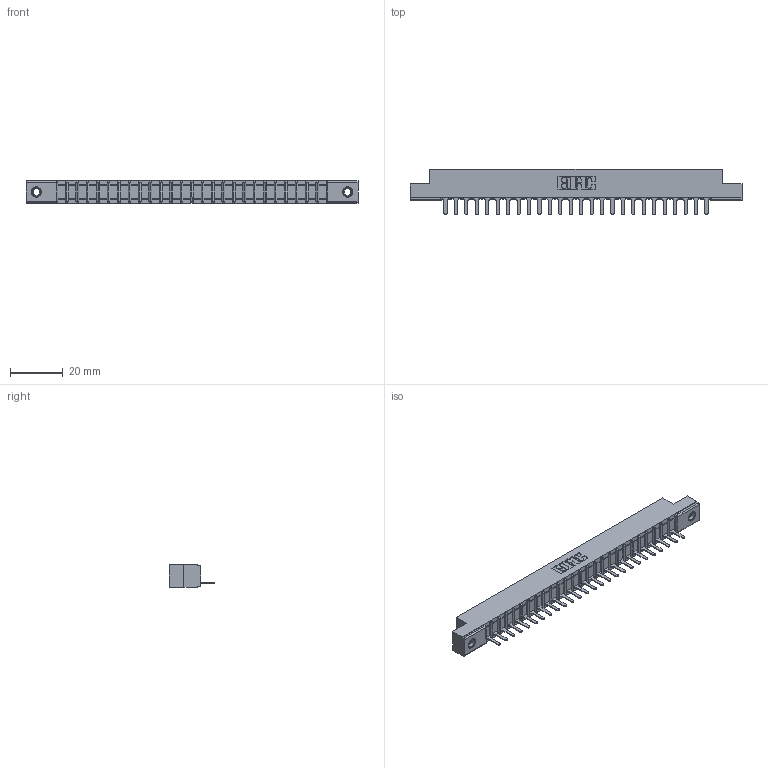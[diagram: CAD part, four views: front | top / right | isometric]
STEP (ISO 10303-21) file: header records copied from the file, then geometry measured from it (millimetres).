
FILE_DESCRIPTION (( 'STEP AP203' ), '1' );
FILE_NAME ('357-026-425-107.STEP', '2020-10-01T16:17:36', ( '' ), ( '' ), 'SwSTEP 2.0', 'SolidWorks 2020', '' );
FILE_SCHEMA (( 'CONFIG_CONTROL_DESIGN' ));
Length unit declared in the file: inch
Products named in the file (4): 307 Part_.156 Dia Mounting Holes; 345-250-001_345-250-005-103; 307-290-001_525; 357-026-425-107
Assembly tree (29 placements, depth 2):
  357-026-425-107
    307 Part_.156 Dia Mounting Holes
    307-290-001_525  x26
    345-250-001_345-250-005-103  x2
Bounding box: 126.03 x 17.42 x 8.71 mm (x, y, z)
Volume: 7913.7 mm3; surface area: 12315.3 mm2
Topology: 29 solids, 29 shells, 1661 faces, 4671 edges, 2998 vertices
Faces by surface type: plane 1064, cylinder 527, sphere 54, cone 12, torus 4
Entity records: 25415 total; most frequent: CARTESIAN_POINT 4255, ORIENTED_EDGE 4234, DIRECTION 4157, EDGE_CURVE 2117, VECTOR 1617, LINE 1617, VERTEX_POINT 1368, AXIS2_PLACEMENT_3D 1270
